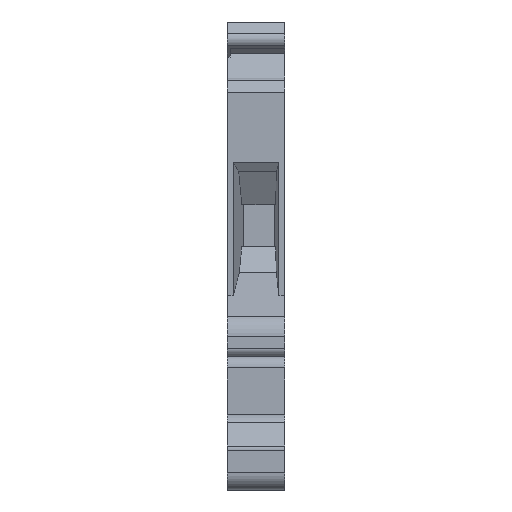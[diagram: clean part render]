
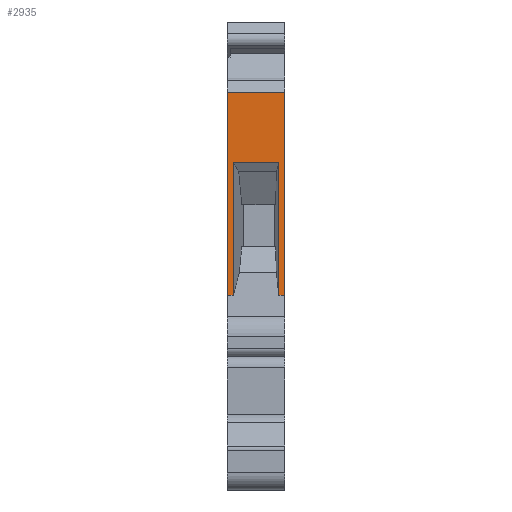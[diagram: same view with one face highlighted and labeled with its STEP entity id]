
A CAD part, left-side view. The second image highlights one B-rep face of the part: STEP entity #2935.
In plain terms, the highlighted planar face has unit normal (-1, 0, 0).
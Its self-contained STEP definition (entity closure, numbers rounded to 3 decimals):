
#399=ORIENTED_EDGE('',*,*,#1224,.F.);
#400=ORIENTED_EDGE('',*,*,#1110,.F.);
#401=ORIENTED_EDGE('',*,*,#1223,.T.);
#402=ORIENTED_EDGE('',*,*,#1225,.F.);
#403=ORIENTED_EDGE('',*,*,#1226,.T.);
#404=ORIENTED_EDGE('',*,*,#1227,.T.);
#405=ORIENTED_EDGE('',*,*,#1219,.T.);
#406=ORIENTED_EDGE('',*,*,#1228,.T.);
#1110=EDGE_CURVE('',#1545,#1546,#1812,.T.);
#1219=EDGE_CURVE('',#1622,#1621,#1914,.T.);
#1223=EDGE_CURVE('',#1545,#1625,#1918,.T.);
#1224=EDGE_CURVE('',#1546,#1626,#1919,.T.);
#1225=EDGE_CURVE('',#1627,#1625,#1920,.F.);
#1226=EDGE_CURVE('',#1627,#1628,#1921,.T.);
#1227=EDGE_CURVE('',#1628,#1622,#1922,.T.);
#1228=EDGE_CURVE('',#1621,#1626,#1923,.T.);
#1545=VERTEX_POINT('',#4321);
#1546=VERTEX_POINT('',#4323);
#1621=VERTEX_POINT('',#4535);
#1622=VERTEX_POINT('',#4537);
#1625=VERTEX_POINT('',#4543);
#1626=VERTEX_POINT('',#4547);
#1627=VERTEX_POINT('',#4549);
#1628=VERTEX_POINT('',#4551);
#1812=LINE('',#4322,#2178);
#1914=LINE('',#4536,#2280);
#1918=LINE('',#4544,#2284);
#1919=LINE('',#4546,#2285);
#1920=LINE('',#4548,#2286);
#1921=LINE('',#4550,#2287);
#1922=LINE('',#4552,#2288);
#1923=LINE('',#4553,#2289);
#2178=VECTOR('',#3439,1000.);
#2280=VECTOR('',#3613,1000.);
#2284=VECTOR('',#3617,1000.);
#2285=VECTOR('',#3620,1000.);
#2286=VECTOR('',#3621,1000.);
#2287=VECTOR('',#3622,1000.);
#2288=VECTOR('',#3623,1000.);
#2289=VECTOR('',#3624,1000.);
#2506=EDGE_LOOP('',(#399,#400,#401,#402,#403,#404,#405,#406));
#2664=FACE_BOUND('',#2506,.T.);
#2818=PLANE('',#3137);
#2935=ADVANCED_FACE('',(#2664),#2818,.F.);
#3137=AXIS2_PLACEMENT_3D('',#4545,#3618,#3619);
#3439=DIRECTION('',(0.,0.,1.));
#3613=DIRECTION('',(0.,-1.,0.));
#3617=DIRECTION('',(0.,-1.,0.));
#3618=DIRECTION('',(1.,0.,0.));
#3619=DIRECTION('',(0.,0.,-1.));
#3620=DIRECTION('',(0.,-1.,0.));
#3621=DIRECTION('',(0.,0.,1.));
#3622=DIRECTION('',(0.,-1.,0.));
#3623=DIRECTION('',(0.,0.,-1.));
#3624=DIRECTION('',(0.,0.,1.));
#4321=CARTESIAN_POINT('',(-18.25,5.,0.));
#4322=CARTESIAN_POINT('',(-18.25,5.,0.));
#4323=CARTESIAN_POINT('',(-18.25,5.,17.803));
#4535=CARTESIAN_POINT('',(-18.25,0.,0.));
#4536=CARTESIAN_POINT('',(-18.25,5.,0.));
#4537=CARTESIAN_POINT('',(-18.25,0.5,0.));
#4543=CARTESIAN_POINT('',(-18.25,4.5,0.));
#4544=CARTESIAN_POINT('',(-18.25,5.,0.));
#4545=CARTESIAN_POINT('',(-18.25,5.,0.));
#4546=CARTESIAN_POINT('',(-18.25,5.,17.803));
#4547=CARTESIAN_POINT('',(-18.25,0.,17.803));
#4548=CARTESIAN_POINT('',(-18.25,4.5,8.902));
#4549=CARTESIAN_POINT('',(-18.25,4.5,11.655));
#4550=CARTESIAN_POINT('',(-18.25,4.5,11.655));
#4551=CARTESIAN_POINT('',(-18.25,0.5,11.655));
#4552=CARTESIAN_POINT('',(-18.25,0.5,8.902));
#4553=CARTESIAN_POINT('',(-18.25,0.,0.));
